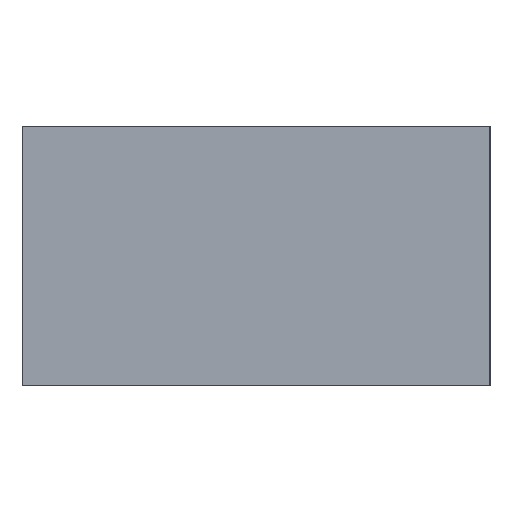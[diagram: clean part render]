
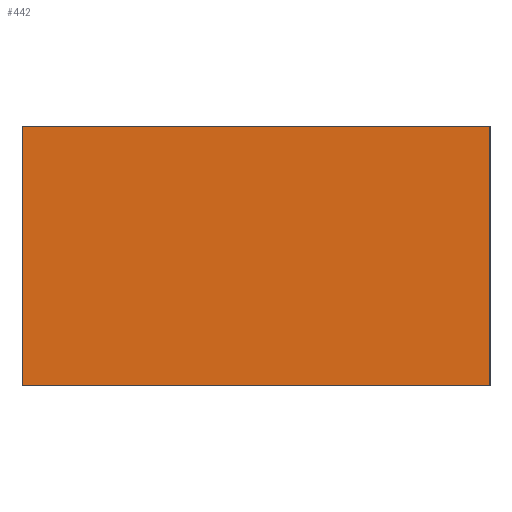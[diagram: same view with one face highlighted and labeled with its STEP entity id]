
A CAD part, left-side view. The second image highlights one B-rep face of the part: STEP entity #442.
In plain terms, the highlighted planar face has unit normal (-1, 0, 0).
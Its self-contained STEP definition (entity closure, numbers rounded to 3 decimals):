
#71=FACE_OUTER_BOUND('',#105,.T.);
#105=EDGE_LOOP('',(#385,#386,#387,#388));
#148=LINE('',#712,#191);
#153=LINE('',#722,#196);
#154=LINE('',#725,#197);
#155=LINE('',#726,#198);
#191=VECTOR('',#592,10.);
#196=VECTOR('',#601,10.);
#197=VECTOR('',#604,10.);
#198=VECTOR('',#605,10.);
#230=VERTEX_POINT('',#705);
#233=VERTEX_POINT('',#710);
#236=VERTEX_POINT('',#720);
#237=VERTEX_POINT('',#724);
#286=EDGE_CURVE('',#233,#230,#148,.T.);
#291=EDGE_CURVE('',#236,#233,#153,.T.);
#292=EDGE_CURVE('',#237,#236,#154,.T.);
#293=EDGE_CURVE('',#230,#237,#155,.T.);
#385=ORIENTED_EDGE('',*,*,#291,.F.);
#386=ORIENTED_EDGE('',*,*,#292,.F.);
#387=ORIENTED_EDGE('',*,*,#293,.F.);
#388=ORIENTED_EDGE('',*,*,#286,.F.);
#420=PLANE('',#492);
#442=ADVANCED_FACE('',(#71),#420,.T.);
#492=AXIS2_PLACEMENT_3D('',#723,#602,#603);
#592=DIRECTION('',(0.,1.,0.));
#601=DIRECTION('',(0.,0.,-1.));
#602=DIRECTION('center_axis',(-1.,0.,0.));
#603=DIRECTION('ref_axis',(0.,-1.,0.));
#604=DIRECTION('',(0.,-1.,0.));
#605=DIRECTION('',(0.,0.,1.));
#705=CARTESIAN_POINT('',(-195.522,319.754,-24.));
#710=CARTESIAN_POINT('',(-195.522,209.754,-24.));
#712=CARTESIAN_POINT('',(-195.522,299.754,-24.));
#720=CARTESIAN_POINT('',(-195.522,209.754,37.));
#722=CARTESIAN_POINT('',(-195.522,209.754,16.));
#723=CARTESIAN_POINT('Origin',(-195.522,299.754,16.));
#724=CARTESIAN_POINT('',(-195.522,319.754,37.));
#725=CARTESIAN_POINT('',(-195.522,299.754,37.));
#726=CARTESIAN_POINT('',(-195.522,319.754,16.));
